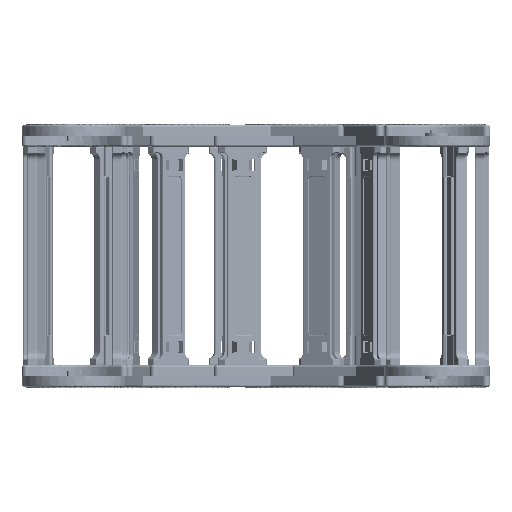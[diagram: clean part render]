
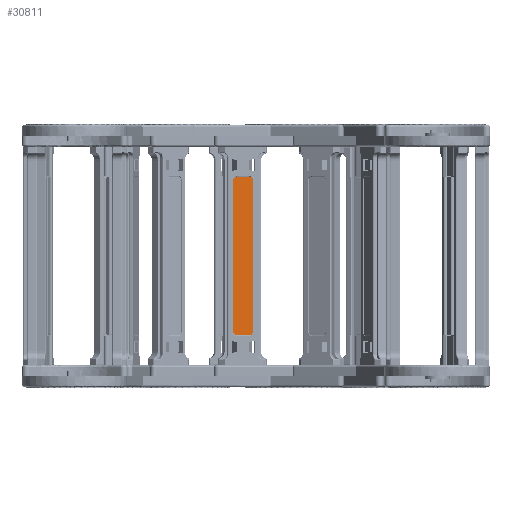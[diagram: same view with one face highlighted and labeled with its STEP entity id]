
A CAD part, left-side view. The second image highlights one B-rep face of the part: STEP entity #30811.
In plain terms, the highlighted face is planar.
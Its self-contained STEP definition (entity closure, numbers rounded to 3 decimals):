
#560 = EDGE_CURVE ( 'NONE', #11085, #3115, #32436, .T. ) ;
#923 = EDGE_CURVE ( 'NONE', #15896, #22270, #20993, .T. ) ;
#1298 = ORIENTED_EDGE ( 'NONE', *, *, #560, .T. ) ;
#1957 = CARTESIAN_POINT ( 'NONE',  ( -65.756, 199.948, 102.524 ) ) ;
#2428 = CIRCLE ( 'NONE', #2967, 1.938 ) ;
#2922 = ORIENTED_EDGE ( 'NONE', *, *, #10819, .T. ) ;
#2944 = AXIS2_PLACEMENT_3D ( 'NONE', #13572, #10862, #33941 ) ;
#2967 = AXIS2_PLACEMENT_3D ( 'NONE', #18032, #17296, #3633 ) ;
#3115 = VERTEX_POINT ( 'NONE', #1957 ) ;
#3337 = DIRECTION ( 'NONE',  ( 1., 0., 0. ) ) ;
#3424 = CIRCLE ( 'NONE', #6955, 1.938 ) ;
#3633 = DIRECTION ( 'NONE',  ( 0., 0., -1. ) ) ;
#3680 = EDGE_CURVE ( 'NONE', #25939, #27921, #3755, .T. ) ;
#3755 = LINE ( 'NONE', #21516, #6494 ) ;
#3791 = DIRECTION ( 'NONE',  ( 0., 0., 1. ) ) ;
#5011 = DIRECTION ( 'NONE',  ( 0., 0., 1. ) ) ;
#6494 = VECTOR ( 'NONE', #27707, 1000. ) ;
#6955 = AXIS2_PLACEMENT_3D ( 'NONE', #10732, #13957, #5011 ) ;
#7518 = CARTESIAN_POINT ( 'NONE',  ( -74.63, 199.948, 100.586 ) ) ;
#7572 = LINE ( 'NONE', #16388, #34493 ) ;
#7629 = ORIENTED_EDGE ( 'NONE', *, *, #16696, .F. ) ;
#8791 = PLANE ( 'NONE',  #18351 ) ;
#10732 = CARTESIAN_POINT ( 'NONE',  ( -72.692, 199.948, 100.586 ) ) ;
#10819 = EDGE_CURVE ( 'NONE', #3115, #25939, #29102, .T. ) ;
#10862 = DIRECTION ( 'NONE',  ( 0., -1., 0. ) ) ;
#11085 = VERTEX_POINT ( 'NONE', #36304 ) ;
#11175 = VERTEX_POINT ( 'NONE', #16306 ) ;
#11907 = CARTESIAN_POINT ( 'NONE',  ( -63.818, 199.948, 16.908 ) ) ;
#12751 = EDGE_LOOP ( 'NONE', ( #15508, #20703, #35529, #7629, #15697, #27170, #1298, #2922 ) ) ;
#13572 = CARTESIAN_POINT ( 'NONE',  ( -72.692, 199.948, 16.908 ) ) ;
#13957 = DIRECTION ( 'NONE',  ( 0., 1., 0. ) ) ;
#14788 = DIRECTION ( 'NONE',  ( 0., 0., 1. ) ) ;
#15508 = ORIENTED_EDGE ( 'NONE', *, *, #3680, .T. ) ;
#15697 = ORIENTED_EDGE ( 'NONE', *, *, #36807, .T. ) ;
#15896 = VERTEX_POINT ( 'NONE', #18050 ) ;
#16306 = CARTESIAN_POINT ( 'NONE',  ( -74.63, 199.948, 16.908 ) ) ;
#16388 = CARTESIAN_POINT ( 'NONE',  ( -74.63, 199.948, 95.786 ) ) ;
#16696 = EDGE_CURVE ( 'NONE', #11175, #15896, #31236, .T. ) ;
#17296 = DIRECTION ( 'NONE',  ( 0., -1., 0. ) ) ;
#17579 = CARTESIAN_POINT ( 'NONE',  ( -72.692, 199.948, 14.97 ) ) ;
#17850 = CARTESIAN_POINT ( 'NONE',  ( -72.692, 199.948, 102.524 ) ) ;
#18032 = CARTESIAN_POINT ( 'NONE',  ( -65.756, 199.948, 16.908 ) ) ;
#18050 = CARTESIAN_POINT ( 'NONE',  ( -72.692, 199.948, 14.97 ) ) ;
#18351 = AXIS2_PLACEMENT_3D ( 'NONE', #35304, #23804, #14788 ) ;
#18776 = CARTESIAN_POINT ( 'NONE',  ( -65.756, 199.948, 14.97 ) ) ;
#20703 = ORIENTED_EDGE ( 'NONE', *, *, #29440, .F. ) ;
#20993 = LINE ( 'NONE', #17579, #23295 ) ;
#21516 = CARTESIAN_POINT ( 'NONE',  ( -63.818, 199.948, 95.786 ) ) ;
#22270 = VERTEX_POINT ( 'NONE', #18776 ) ;
#23295 = VECTOR ( 'NONE', #23555, 1000. ) ;
#23331 = VECTOR ( 'NONE', #3337, 1000. ) ;
#23555 = DIRECTION ( 'NONE',  ( 1., 0., 0. ) ) ;
#23680 = DIRECTION ( 'NONE',  ( 0., 1., 0. ) ) ;
#23804 = DIRECTION ( 'NONE',  ( 0., 1., 0. ) ) ;
#23805 = CARTESIAN_POINT ( 'NONE',  ( -65.756, 199.948, 100.586 ) ) ;
#25331 = AXIS2_PLACEMENT_3D ( 'NONE', #23805, #23680, #3791 ) ;
#25939 = VERTEX_POINT ( 'NONE', #28744 ) ;
#27170 = ORIENTED_EDGE ( 'NONE', *, *, #37413, .T. ) ;
#27707 = DIRECTION ( 'NONE',  ( 0., 0., -1. ) ) ;
#27921 = VERTEX_POINT ( 'NONE', #11907 ) ;
#27967 = DIRECTION ( 'NONE',  ( 0., 0., 1. ) ) ;
#28744 = CARTESIAN_POINT ( 'NONE',  ( -63.818, 199.948, 100.586 ) ) ;
#29102 = CIRCLE ( 'NONE', #25331, 1.938 ) ;
#29440 = EDGE_CURVE ( 'NONE', #22270, #27921, #2428, .T. ) ;
#30811 = ADVANCED_FACE ( 'NONE', ( #31572 ), #8791, .T. ) ;
#31236 = CIRCLE ( 'NONE', #2944, 1.938 ) ;
#31572 = FACE_OUTER_BOUND ( 'NONE', #12751, .T. ) ;
#32436 = LINE ( 'NONE', #17850, #23331 ) ;
#33941 = DIRECTION ( 'NONE',  ( 0., 0., -1. ) ) ;
#34493 = VECTOR ( 'NONE', #27967, 1000. ) ;
#35304 = CARTESIAN_POINT ( 'NONE',  ( -72.692, 199.948, 95.786 ) ) ;
#35529 = ORIENTED_EDGE ( 'NONE', *, *, #923, .F. ) ;
#36277 = VERTEX_POINT ( 'NONE', #7518 ) ;
#36304 = CARTESIAN_POINT ( 'NONE',  ( -72.692, 199.948, 102.524 ) ) ;
#36807 = EDGE_CURVE ( 'NONE', #11175, #36277, #7572, .T. ) ;
#37413 = EDGE_CURVE ( 'NONE', #36277, #11085, #3424, .T. ) ;
